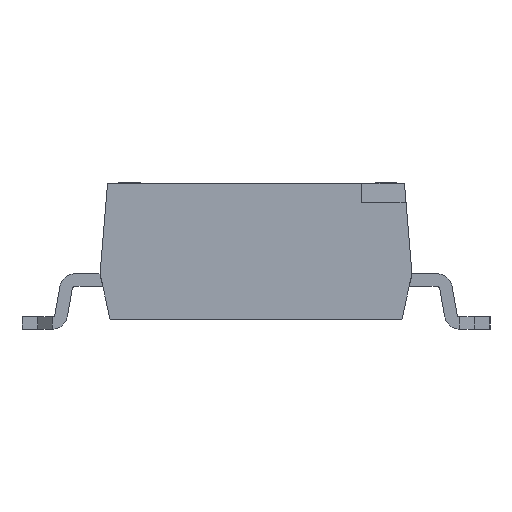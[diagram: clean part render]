
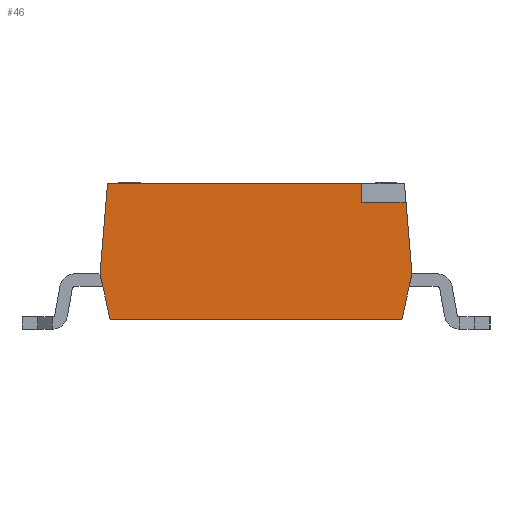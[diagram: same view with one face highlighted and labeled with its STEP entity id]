
A CAD part, left-side view. The second image highlights one B-rep face of the part: STEP entity #46.
In plain terms, the highlighted planar face has unit normal (-1, 0, 0).
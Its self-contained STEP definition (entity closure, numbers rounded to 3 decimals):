
#46=ADVANCED_FACE('',(#476),#477,.F.);
#476=FACE_OUTER_BOUND('',#1354,.T.);
#477=PLANE('',#1355);
#1354=EDGE_LOOP('',(#2232,#2233,#2234,#2235,#2236,#2237,#2238,#2239));
#1355=AXIS2_PLACEMENT_3D('',#2240,#2241,#2242);
#2232=ORIENTED_EDGE('',*,*,#5769,.F.);
#2233=ORIENTED_EDGE('',*,*,#5770,.F.);
#2234=ORIENTED_EDGE('',*,*,#5771,.F.);
#2235=ORIENTED_EDGE('',*,*,#5772,.F.);
#2236=ORIENTED_EDGE('',*,*,#5773,.F.);
#2237=ORIENTED_EDGE('',*,*,#5774,.F.);
#2238=ORIENTED_EDGE('',*,*,#5775,.F.);
#2239=ORIENTED_EDGE('',*,*,#5776,.T.);
#2240=CARTESIAN_POINT('',(-10.085,0.0,0.0));
#2241=DIRECTION('',(1.0,0.0,0.0));
#2242=DIRECTION('',(0.0,1.0,0.0));
#5769=EDGE_CURVE('',#6894,#6895,#6896,.T.);
#5770=EDGE_CURVE('',#6897,#6894,#6898,.T.);
#5771=EDGE_CURVE('',#6899,#6897,#6900,.T.);
#5772=EDGE_CURVE('',#6901,#6899,#6902,.T.);
#5773=EDGE_CURVE('',#6903,#6901,#6904,.T.);
#5774=EDGE_CURVE('',#6905,#6903,#6906,.T.);
#5775=EDGE_CURVE('',#6907,#6905,#6908,.T.);
#5776=EDGE_CURVE('',#6907,#6895,#6909,.T.);
#6894=VERTEX_POINT('',#8737);
#6895=VERTEX_POINT('',#8738);
#6896=LINE('',#8739,#8740);
#6897=VERTEX_POINT('',#8741);
#6898=LINE('',#8742,#8743);
#6899=VERTEX_POINT('',#8744);
#6900=LINE('',#8745,#8746);
#6901=VERTEX_POINT('',#8747);
#6902=LINE('',#8748,#8749);
#6903=VERTEX_POINT('',#8750);
#6904=LINE('',#8751,#8752);
#6905=VERTEX_POINT('',#8753);
#6906=LINE('',#8754,#8755);
#6907=VERTEX_POINT('',#8756);
#6908=LINE('',#8757,#8758);
#6909=LINE('',#8759,#8760);
#8737=CARTESIAN_POINT('',(-10.085,-2.1,0.0));
#8738=CARTESIAN_POINT('',(-10.085,-2.1,-0.38));
#8739=CARTESIAN_POINT('',(-10.085,-2.1,0.0));
#8740=VECTOR('',#11577,0.38);
#8741=CARTESIAN_POINT('',(-10.085,2.95,0.0));
#8742=CARTESIAN_POINT('',(-10.085,2.95,0.0));
#8743=VECTOR('',#11578,5.05);
#8744=CARTESIAN_POINT('',(-10.085,3.1,-1.8));
#8745=CARTESIAN_POINT('',(-10.085,3.1,-1.8));
#8746=VECTOR('',#11579,1.806);
#8747=CARTESIAN_POINT('',(-10.085,2.9,-2.7));
#8748=CARTESIAN_POINT('',(-10.085,2.9,-2.7));
#8749=VECTOR('',#11580,0.922);
#8750=CARTESIAN_POINT('',(-10.085,-2.9,-2.7));
#8751=CARTESIAN_POINT('',(-10.085,-2.9,-2.7));
#8752=VECTOR('',#11581,5.8);
#8753=CARTESIAN_POINT('',(-10.085,-3.1,-1.8));
#8754=CARTESIAN_POINT('',(-10.085,-3.1,-1.8));
#8755=VECTOR('',#11582,0.922);
#8756=CARTESIAN_POINT('',(-10.085,-2.982,-0.38));
#8757=CARTESIAN_POINT('',(-10.085,-2.982,-0.38));
#8758=VECTOR('',#11583,1.425);
#8759=CARTESIAN_POINT('',(-10.085,-2.982,-0.38));
#8760=VECTOR('',#11584,0.882);
#11577=DIRECTION('',(0.0,0.0,-1.0));
#11578=DIRECTION('',(0.0,-1.0,0.0));
#11579=DIRECTION('',(0.0,-0.083,0.997));
#11580=DIRECTION('',(0.0,0.217,0.976));
#11581=DIRECTION('',(0.0,1.0,0.0));
#11582=DIRECTION('',(0.0,0.217,-0.976));
#11583=DIRECTION('',(0.0,-0.083,-0.997));
#11584=DIRECTION('',(0.0,1.0,0.0));
